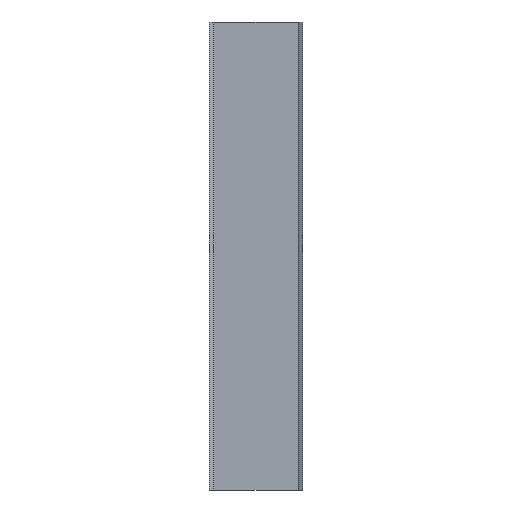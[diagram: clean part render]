
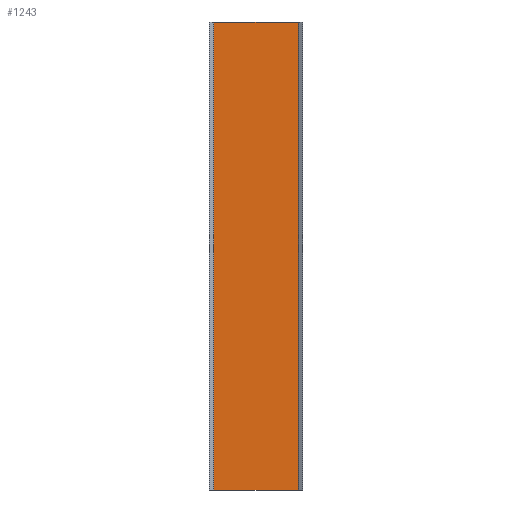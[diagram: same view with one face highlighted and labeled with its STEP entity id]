
A CAD part, front view. The second image highlights one B-rep face of the part: STEP entity #1243.
In plain terms, the highlighted planar face has unit normal (0, -1, 0).
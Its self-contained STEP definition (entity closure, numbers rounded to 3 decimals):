
#34 = LINE ( 'NONE', #284, #1831 ) ;
#91 = VECTOR ( 'NONE', #702, 1000. ) ;
#160 = EDGE_CURVE ( 'NONE', #3384, #1316, #2685, .T. ) ;
#197 = LINE ( 'NONE', #414, #91 ) ;
#263 = ORIENTED_EDGE ( 'NONE', *, *, #2509, .T. ) ;
#283 = DIRECTION ( 'NONE',  ( 1., 0., 0. ) ) ;
#284 = CARTESIAN_POINT ( 'NONE',  ( 48.5, 0., 500. ) ) ;
#414 = CARTESIAN_POINT ( 'NONE',  ( -48.5, 0., 500. ) ) ;
#702 = DIRECTION ( 'NONE',  ( 0., 0., -1. ) ) ;
#741 = AXIS2_PLACEMENT_3D ( 'NONE', #2252, #2899, #1027 ) ;
#868 = CARTESIAN_POINT ( 'NONE',  ( -48.5, 0., 0. ) ) ;
#910 = DIRECTION ( 'NONE',  ( 0., 0., -1. ) ) ;
#1023 = VECTOR ( 'NONE', #3004, 1000. ) ;
#1027 = DIRECTION ( 'NONE',  ( -1., 0., 0. ) ) ;
#1169 = LINE ( 'NONE', #1231, #2825 ) ;
#1231 = CARTESIAN_POINT ( 'NONE',  ( 48.5, 0., 0. ) ) ;
#1243 = ADVANCED_FACE ( 'NONE', ( #1497 ), #1902, .F. ) ;
#1316 = VERTEX_POINT ( 'NONE', #2615 ) ;
#1470 = ORIENTED_EDGE ( 'NONE', *, *, #160, .F. ) ;
#1497 = FACE_OUTER_BOUND ( 'NONE', #2984, .T. ) ;
#1559 = EDGE_CURVE ( 'NONE', #1316, #3135, #34, .T. ) ;
#1831 = VECTOR ( 'NONE', #910, 1000. ) ;
#1902 = PLANE ( 'NONE',  #741 ) ;
#2252 = CARTESIAN_POINT ( 'NONE',  ( 48.5, 0., 500. ) ) ;
#2328 = CARTESIAN_POINT ( 'NONE',  ( -48.5, 0., 500. ) ) ;
#2506 = CARTESIAN_POINT ( 'NONE',  ( 48.5, 0., 0. ) ) ;
#2509 = EDGE_CURVE ( 'NONE', #3384, #3483, #197, .T. ) ;
#2615 = CARTESIAN_POINT ( 'NONE',  ( 48.5, 0., 500. ) ) ;
#2641 = ORIENTED_EDGE ( 'NONE', *, *, #1559, .F. ) ;
#2685 = LINE ( 'NONE', #3343, #1023 ) ;
#2825 = VECTOR ( 'NONE', #283, 1000. ) ;
#2899 = DIRECTION ( 'NONE',  ( 0., 1., 0. ) ) ;
#2929 = ORIENTED_EDGE ( 'NONE', *, *, #3085, .T. ) ;
#2984 = EDGE_LOOP ( 'NONE', ( #2929, #2641, #1470, #263 ) ) ;
#3004 = DIRECTION ( 'NONE',  ( 1., 0., 0. ) ) ;
#3085 = EDGE_CURVE ( 'NONE', #3483, #3135, #1169, .T. ) ;
#3135 = VERTEX_POINT ( 'NONE', #2506 ) ;
#3343 = CARTESIAN_POINT ( 'NONE',  ( 48.5, 0., 500. ) ) ;
#3384 = VERTEX_POINT ( 'NONE', #2328 ) ;
#3483 = VERTEX_POINT ( 'NONE', #868 ) ;
